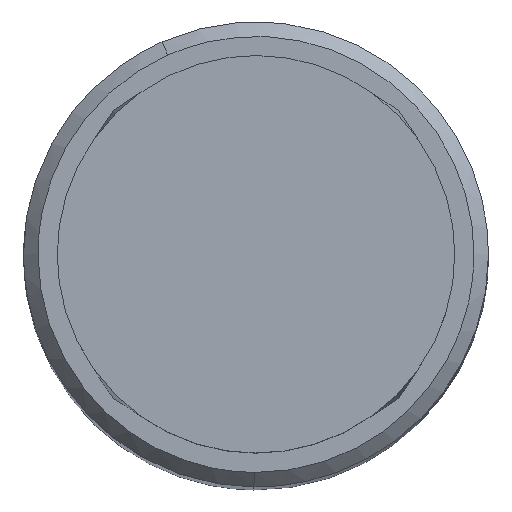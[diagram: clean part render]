
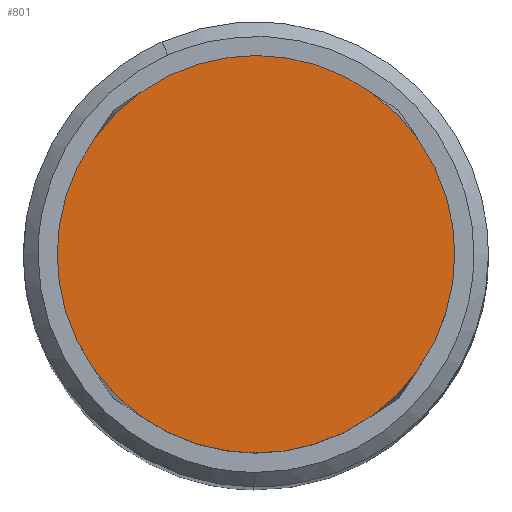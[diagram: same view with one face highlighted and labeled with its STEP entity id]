
A CAD part, top view. The second image highlights one B-rep face of the part: STEP entity #801.
In plain terms, the highlighted free-form (B-spline) face has degree [1, 1] with [2, 2] control points.
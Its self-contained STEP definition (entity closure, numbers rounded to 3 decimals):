
#760=CARTESIAN_POINT('',(-7.52,-7.52,130.0));
#761=CARTESIAN_POINT('',(7.52,-7.52,130.0));
#762=CARTESIAN_POINT('',(-7.52,7.52,130.0));
#763=CARTESIAN_POINT('',(7.52,7.52,130.0));
#764=B_SPLINE_SURFACE_WITH_KNOTS('',1,1,((#760,#762),(#761,#763)),.UNSPECIFIED.,.F.,.F.,.U.,(2,2),(2,2),(0.0,15.041),(0.0,15.041),.UNSPECIFIED.);
#765=CARTESIAN_POINT('',(6.837,0.0,130.0));
#766=VERTEX_POINT('',#765);
#767=CARTESIAN_POINT('',(-6.837,0.0,130.0));
#768=VERTEX_POINT('',#767);
#769=CARTESIAN_POINT('',(6.837,0.0,130.0));
#770=CARTESIAN_POINT('',(6.837,-6.837,130.0));
#771=CARTESIAN_POINT('',(0.0,-6.837,130.0));
#772=CARTESIAN_POINT('',(-6.837,-6.837,130.0));
#773=CARTESIAN_POINT('',(-6.837,0.0,130.0));
#781=(BOUNDED_CURVE()B_SPLINE_CURVE(2,(#769,#770,#771,#772,#773),.UNSPECIFIED.,.F.,.U.)B_SPLINE_CURVE_WITH_KNOTS((3,2,3),(0.5,0.75,1.0),.UNSPECIFIED.)CURVE()GEOMETRIC_REPRESENTATION_ITEM()RATIONAL_B_SPLINE_CURVE((1.0,0.707,1.0,0.707,1.0))REPRESENTATION_ITEM(''));
#782=EDGE_CURVE('',#766,#768,#781,.T.);
#783=ORIENTED_EDGE('',*,*,#782,.F.);
#784=CARTESIAN_POINT('',(-6.837,0.0,130.0));
#785=CARTESIAN_POINT('',(-6.837,6.837,130.0));
#786=CARTESIAN_POINT('',(0.0,6.837,130.0));
#787=CARTESIAN_POINT('',(6.837,6.837,130.0));
#788=CARTESIAN_POINT('',(6.837,0.0,130.0));
#796=(BOUNDED_CURVE()B_SPLINE_CURVE(2,(#784,#785,#786,#787,#788),.UNSPECIFIED.,.F.,.U.)B_SPLINE_CURVE_WITH_KNOTS((3,2,3),(0.0,0.25,0.5),.UNSPECIFIED.)CURVE()GEOMETRIC_REPRESENTATION_ITEM()RATIONAL_B_SPLINE_CURVE((1.0,0.707,1.0,0.707,1.0))REPRESENTATION_ITEM(''));
#797=EDGE_CURVE('',#768,#766,#796,.T.);
#798=ORIENTED_EDGE('',*,*,#797,.F.);
#799=EDGE_LOOP('',(#783,#798));
#800=FACE_OUTER_BOUND('',#799,.T.);
#801=ADVANCED_FACE('',(#800),#764,.T.);
